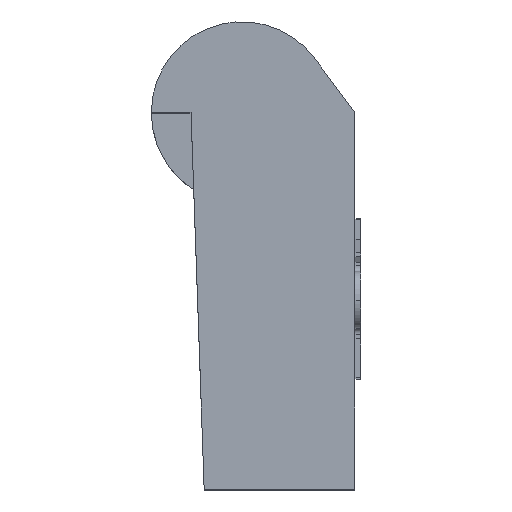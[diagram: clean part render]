
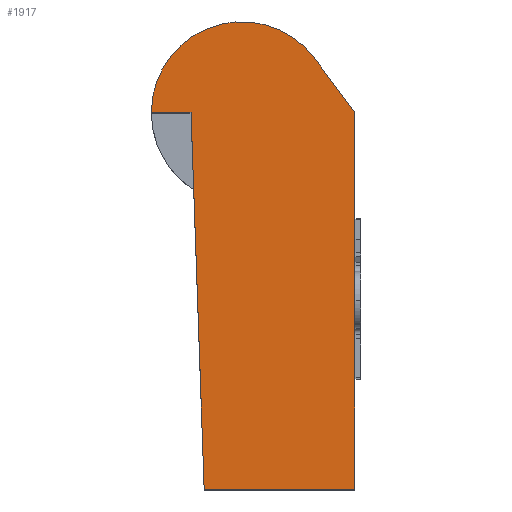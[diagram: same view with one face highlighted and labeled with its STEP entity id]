
A CAD part, top view. The second image highlights one B-rep face of the part: STEP entity #1917.
In plain terms, the highlighted planar face has unit normal (0, 0, 1).
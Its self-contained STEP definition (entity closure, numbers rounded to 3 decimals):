
#250 = DIRECTION ( 'NONE',  ( -0.6, 0.8, 0. ) ) ;
#291 = DIRECTION ( 'NONE',  ( 1., 0., 0. ) ) ;
#328 = LINE ( 'NONE', #1850, #4916 ) ;
#448 = ORIENTED_EDGE ( 'NONE', *, *, #2800, .T. ) ;
#471 = DIRECTION ( 'NONE',  ( 1., 0., 0. ) ) ;
#548 = EDGE_CURVE ( 'NONE', #2126, #2754, #844, .T. ) ;
#553 = PLANE ( 'NONE',  #1818 ) ;
#670 = EDGE_CURVE ( 'NONE', #1690, #968, #328, .T. ) ;
#672 = CARTESIAN_POINT ( 'NONE',  ( 4.32, -10., 0. ) ) ;
#700 = EDGE_LOOP ( 'NONE', ( #448, #4187, #4026, #1965, #1113, #1241 ) ) ;
#722 = EDGE_CURVE ( 'NONE', #968, #4346, #4422, .T. ) ;
#843 = CIRCLE ( 'NONE', #1323, 2.4 ) ;
#844 = LINE ( 'NONE', #1142, #1501 ) ;
#862 = CARTESIAN_POINT ( 'NONE',  ( 2.4, 0., 0. ) ) ;
#968 = VERTEX_POINT ( 'NONE', #1339 ) ;
#1029 = LINE ( 'NONE', #2162, #4102 ) ;
#1113 = ORIENTED_EDGE ( 'NONE', *, *, #548, .T. ) ;
#1142 = CARTESIAN_POINT ( 'NONE',  ( 0., 0., 0. ) ) ;
#1241 = ORIENTED_EDGE ( 'NONE', *, *, #4244, .F. ) ;
#1323 = AXIS2_PLACEMENT_3D ( 'NONE', #3875, #2351, #4229 ) ;
#1339 = CARTESIAN_POINT ( 'NONE',  ( 5.4, 0., 0. ) ) ;
#1370 = VERTEX_POINT ( 'NONE', #3304 ) ;
#1469 = DIRECTION ( 'NONE',  ( -0.035, 0.999, 0. ) ) ;
#1501 = VECTOR ( 'NONE', #2697, 1000. ) ;
#1690 = VERTEX_POINT ( 'NONE', #3744 ) ;
#1818 = AXIS2_PLACEMENT_3D ( 'NONE', #862, #3894, #471 ) ;
#1850 = CARTESIAN_POINT ( 'NONE',  ( 5.4, 0., 0. ) ) ;
#1917 = ADVANCED_FACE ( 'NONE', ( #4738 ), #553, .F. ) ;
#1965 = ORIENTED_EDGE ( 'NONE', *, *, #3284, .T. ) ;
#2126 = VERTEX_POINT ( 'NONE', #2459 ) ;
#2162 = CARTESIAN_POINT ( 'NONE',  ( 1.4, -10., 0. ) ) ;
#2351 = DIRECTION ( 'NONE',  ( 0., 0., 1. ) ) ;
#2459 = CARTESIAN_POINT ( 'NONE',  ( 0., 0., 0. ) ) ;
#2697 = DIRECTION ( 'NONE',  ( 1., 0., 0. ) ) ;
#2754 = VERTEX_POINT ( 'NONE', #2903 ) ;
#2800 = EDGE_CURVE ( 'NONE', #1370, #1690, #4087, .T. ) ;
#2903 = CARTESIAN_POINT ( 'NONE',  ( 1.051, 0., 0. ) ) ;
#3284 = EDGE_CURVE ( 'NONE', #4346, #2126, #843, .T. ) ;
#3304 = CARTESIAN_POINT ( 'NONE',  ( 1.4, -10., 0. ) ) ;
#3399 = VECTOR ( 'NONE', #250, 1000. ) ;
#3548 = VECTOR ( 'NONE', #291, 1000. ) ;
#3744 = CARTESIAN_POINT ( 'NONE',  ( 5.4, -10., 0. ) ) ;
#3875 = CARTESIAN_POINT ( 'NONE',  ( 2.4, 0., 0. ) ) ;
#3894 = DIRECTION ( 'NONE',  ( 0., 0., -1. ) ) ;
#4026 = ORIENTED_EDGE ( 'NONE', *, *, #722, .T. ) ;
#4050 = CARTESIAN_POINT ( 'NONE',  ( 4.32, 1.44, 0. ) ) ;
#4087 = LINE ( 'NONE', #672, #3548 ) ;
#4102 = VECTOR ( 'NONE', #1469, 1000. ) ;
#4187 = ORIENTED_EDGE ( 'NONE', *, *, #670, .T. ) ;
#4229 = DIRECTION ( 'NONE',  ( 1., 0., 0. ) ) ;
#4244 = EDGE_CURVE ( 'NONE', #1370, #2754, #1029, .T. ) ;
#4346 = VERTEX_POINT ( 'NONE', #4557 ) ;
#4422 = LINE ( 'NONE', #4050, #3399 ) ;
#4557 = CARTESIAN_POINT ( 'NONE',  ( 4.32, 1.44, 0. ) ) ;
#4738 = FACE_OUTER_BOUND ( 'NONE', #700, .T. ) ;
#4867 = DIRECTION ( 'NONE',  ( 0., 1., 0. ) ) ;
#4916 = VECTOR ( 'NONE', #4867, 1000. ) ;
